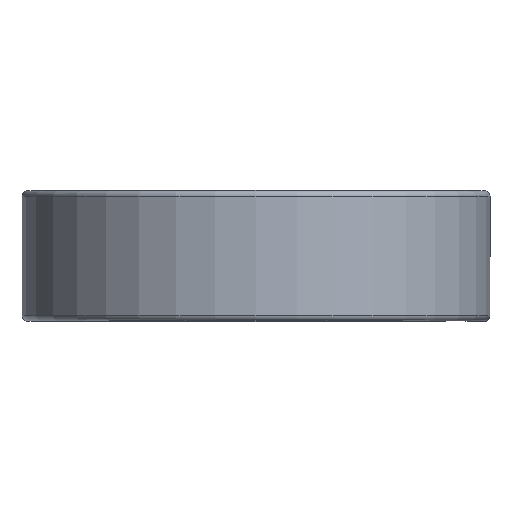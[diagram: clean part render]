
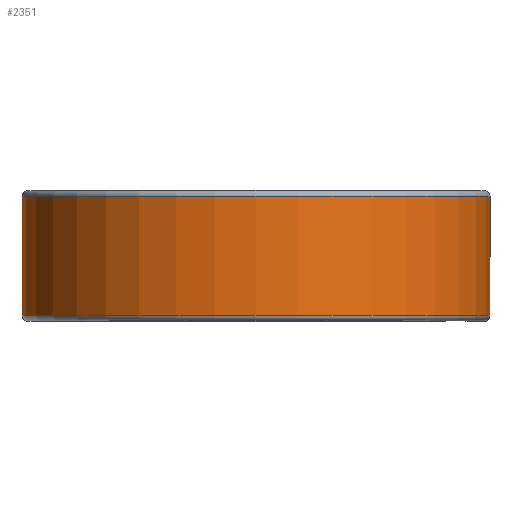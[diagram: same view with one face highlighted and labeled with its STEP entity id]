
A CAD part, top view. The second image highlights one B-rep face of the part: STEP entity #2351.
In plain terms, the highlighted cylindrical face has radius 31.382 mm (diameter 62.763 mm), a partial arc.
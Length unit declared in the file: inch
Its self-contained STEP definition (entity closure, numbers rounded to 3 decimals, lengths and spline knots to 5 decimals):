
#146 = ORIENTED_EDGE ( 'NONE', *, *, #1108, .F. ) ;
#227 = DIRECTION ( 'NONE',  ( 0., 1., 0. ) ) ;
#240 = CARTESIAN_POINT ( 'NONE',  ( 0., 0.31375, -1.2355 ) ) ;
#258 = VECTOR ( 'NONE', #1210, 39.37008 ) ;
#268 = ORIENTED_EDGE ( 'NONE', *, *, #928, .F. ) ;
#274 = LINE ( 'NONE', #240, #258 ) ;
#438 = AXIS2_PLACEMENT_3D ( 'NONE', #1160, #2464, #1327 ) ;
#492 = VERTEX_POINT ( 'NONE', #2164 ) ;
#528 = CARTESIAN_POINT ( 'NONE',  ( 0., 0.3125, 0. ) ) ;
#535 = EDGE_LOOP ( 'NONE', ( #2115, #1342, #146, #268 ) ) ;
#540 = VERTEX_POINT ( 'NONE', #613 ) ;
#613 = CARTESIAN_POINT ( 'NONE',  ( 1.2355, 0.31375, 0. ) ) ;
#719 = DIRECTION ( 'NONE',  ( 0., -1., 0. ) ) ;
#750 = EDGE_CURVE ( 'NONE', #540, #492, #1480, .T. ) ;
#857 = CIRCLE ( 'NONE', #438, 1.2355 ) ;
#928 = EDGE_CURVE ( 'NONE', #1967, #2146, #857, .T. ) ;
#1039 = CARTESIAN_POINT ( 'NONE',  ( 0., -0.31375, -1.2355 ) ) ;
#1108 = EDGE_CURVE ( 'NONE', #2146, #492, #274, .T. ) ;
#1160 = CARTESIAN_POINT ( 'NONE',  ( 0., -0.31375, 0. ) ) ;
#1166 = CARTESIAN_POINT ( 'NONE',  ( 1.2355, -0.31375, 0. ) ) ;
#1210 = DIRECTION ( 'NONE',  ( 0., 1., 0. ) ) ;
#1327 = DIRECTION ( 'NONE',  ( 0., 0., -1. ) ) ;
#1341 = DIRECTION ( 'NONE',  ( 0., 0., -1. ) ) ;
#1342 = ORIENTED_EDGE ( 'NONE', *, *, #750, .T. ) ;
#1360 = CYLINDRICAL_SURFACE ( 'NONE', #2000, 1.2355 ) ;
#1438 = DIRECTION ( 'NONE',  ( 0., -1., 0. ) ) ;
#1448 = CARTESIAN_POINT ( 'NONE',  ( 0., 0.31375, 0. ) ) ;
#1480 = CIRCLE ( 'NONE', #1635, 1.2355 ) ;
#1604 = FACE_OUTER_BOUND ( 'NONE', #535, .T. ) ;
#1622 = DIRECTION ( 'NONE',  ( 0., 0., -1. ) ) ;
#1635 = AXIS2_PLACEMENT_3D ( 'NONE', #1448, #1438, #1341 ) ;
#1710 = CARTESIAN_POINT ( 'NONE',  ( 1.2355, 0.31375, 0. ) ) ;
#1967 = VERTEX_POINT ( 'NONE', #1166 ) ;
#2000 = AXIS2_PLACEMENT_3D ( 'NONE', #528, #719, #1622 ) ;
#2059 = VECTOR ( 'NONE', #227, 39.37008 ) ;
#2115 = ORIENTED_EDGE ( 'NONE', *, *, #2142, .T. ) ;
#2120 = LINE ( 'NONE', #1710, #2059 ) ;
#2142 = EDGE_CURVE ( 'NONE', #1967, #540, #2120, .T. ) ;
#2146 = VERTEX_POINT ( 'NONE', #1039 ) ;
#2164 = CARTESIAN_POINT ( 'NONE',  ( 0., 0.31375, -1.2355 ) ) ;
#2351 = ADVANCED_FACE ( 'NONE', ( #1604 ), #1360, .T. ) ;
#2464 = DIRECTION ( 'NONE',  ( 0., -1., 0. ) ) ;
